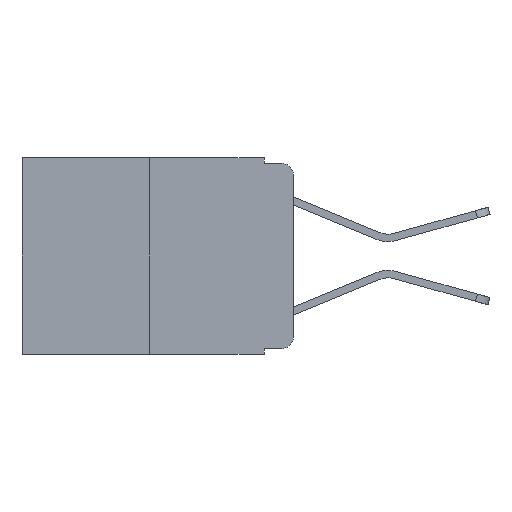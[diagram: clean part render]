
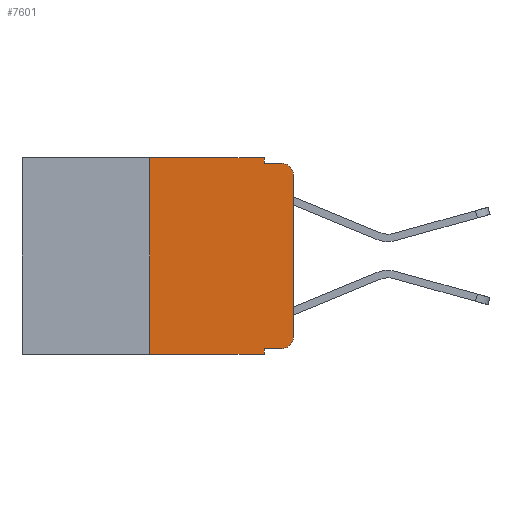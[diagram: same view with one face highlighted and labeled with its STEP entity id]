
A CAD part, left-side view. The second image highlights one B-rep face of the part: STEP entity #7601.
In plain terms, the highlighted planar face has unit normal (-1, 0, 0).
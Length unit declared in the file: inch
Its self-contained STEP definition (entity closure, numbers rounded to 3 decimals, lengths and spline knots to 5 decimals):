
#193 = ORIENTED_EDGE ( 'NONE', *, *, #12124, .F. ) ;
#848 = CARTESIAN_POINT ( 'NONE',  ( 0., 0.051, -0.333 ) ) ;
#919 = ORIENTED_EDGE ( 'NONE', *, *, #6781, .F. ) ;
#957 = CARTESIAN_POINT ( 'NONE',  ( 0., 0., -0.313 ) ) ;
#1110 = ORIENTED_EDGE ( 'NONE', *, *, #6788, .T. ) ;
#1536 = DIRECTION ( 'NONE',  ( 0., 0., -1. ) ) ;
#1985 = LINE ( 'NONE', #6841, #7820 ) ;
#2052 = DIRECTION ( 'NONE',  ( -1., 0., 0. ) ) ;
#2248 = DIRECTION ( 'NONE',  ( 0., -1., 0. ) ) ;
#2319 = ORIENTED_EDGE ( 'NONE', *, *, #6056, .T. ) ;
#2350 = VECTOR ( 'NONE', #10933, 39.37008 ) ;
#2794 = LINE ( 'NONE', #9438, #5961 ) ;
#2916 = CARTESIAN_POINT ( 'NONE',  ( 0., 0.473, -0.343 ) ) ;
#3295 = CARTESIAN_POINT ( 'NONE',  ( 0., 0.051, 0. ) ) ;
#3879 = DIRECTION ( 'NONE',  ( 0., -1., 0. ) ) ;
#4039 = VECTOR ( 'NONE', #10062, 39.37008 ) ;
#4074 = VERTEX_POINT ( 'NONE', #9364 ) ;
#4116 = DIRECTION ( 'NONE',  ( 0., -1., 0. ) ) ;
#4401 = VECTOR ( 'NONE', #2248, 39.37008 ) ;
#4554 = CARTESIAN_POINT ( 'NONE',  ( 0., 0.051, -0.01 ) ) ;
#4632 = ORIENTED_EDGE ( 'NONE', *, *, #6786, .T. ) ;
#4646 = CARTESIAN_POINT ( 'NONE',  ( 0., 0.02, -0.03 ) ) ;
#4842 = VERTEX_POINT ( 'NONE', #11995 ) ;
#5170 = LINE ( 'NONE', #3295, #13068 ) ;
#5859 = DIRECTION ( 'NONE',  ( 0., 0., -1. ) ) ;
#5904 = CIRCLE ( 'NONE', #6587, 0.02 ) ;
#5961 = VECTOR ( 'NONE', #3879, 39.37008 ) ;
#6056 = EDGE_CURVE ( 'NONE', #7623, #4074, #13653, .T. ) ;
#6100 = ORIENTED_EDGE ( 'NONE', *, *, #6740, .F. ) ;
#6149 = ORIENTED_EDGE ( 'NONE', *, *, #6742, .F. ) ;
#6163 = VERTEX_POINT ( 'NONE', #9731 ) ;
#6284 = CARTESIAN_POINT ( 'NONE',  ( 0., 0.473, 0. ) ) ;
#6587 = AXIS2_PLACEMENT_3D ( 'NONE', #8867, #2052, #9886 ) ;
#6702 = EDGE_CURVE ( 'NONE', #10956, #6774, #5904, .T. ) ;
#6725 = EDGE_CURVE ( 'NONE', #6859, #10956, #11125, .T. ) ;
#6740 = EDGE_CURVE ( 'NONE', #7623, #11268, #10814, .T. ) ;
#6742 = EDGE_CURVE ( 'NONE', #6859, #4074, #5170, .T. ) ;
#6744 = EDGE_CURVE ( 'NONE', #6163, #13717, #1985, .T. ) ;
#6748 = CARTESIAN_POINT ( 'NONE',  ( 0., 0.25, 0. ) ) ;
#6774 = VERTEX_POINT ( 'NONE', #957 ) ;
#6781 = EDGE_CURVE ( 'NONE', #13717, #4842, #10501, .T. ) ;
#6786 = EDGE_CURVE ( 'NONE', #9294, #4842, #10198, .T. ) ;
#6788 = EDGE_CURVE ( 'NONE', #6774, #9294, #9874, .T. ) ;
#6798 = CARTESIAN_POINT ( 'NONE',  ( 0., 0.25, 0. ) ) ;
#6841 = CARTESIAN_POINT ( 'NONE',  ( 0., 0.051, 0. ) ) ;
#6859 = VERTEX_POINT ( 'NONE', #13107 ) ;
#7601 = ADVANCED_FACE ( 'NONE', ( #13182 ), #12381, .F. ) ;
#7623 = VERTEX_POINT ( 'NONE', #10430 ) ;
#7820 = VECTOR ( 'NONE', #7941, 39.37008 ) ;
#7941 = DIRECTION ( 'NONE',  ( 0., 0., -1. ) ) ;
#8130 = VECTOR ( 'NONE', #9928, 39.37008 ) ;
#8411 = ORIENTED_EDGE ( 'NONE', *, *, #6702, .T. ) ;
#8450 = DIRECTION ( 'NONE',  ( 1., 0., 0. ) ) ;
#8789 = VECTOR ( 'NONE', #4116, 39.37008 ) ;
#8867 = CARTESIAN_POINT ( 'NONE',  ( 0., 0.02, -0.313 ) ) ;
#9043 = CARTESIAN_POINT ( 'NONE',  ( 0., 0.051, -0.01 ) ) ;
#9294 = VERTEX_POINT ( 'NONE', #13165 ) ;
#9364 = CARTESIAN_POINT ( 'NONE',  ( 0., 0.051, -0.343 ) ) ;
#9438 = CARTESIAN_POINT ( 'NONE',  ( 0., 0.473, 0. ) ) ;
#9731 = CARTESIAN_POINT ( 'NONE',  ( 0., 0.051, 0. ) ) ;
#9746 = AXIS2_PLACEMENT_3D ( 'NONE', #6284, #8450, #1536 ) ;
#9874 = LINE ( 'NONE', #11061, #4039 ) ;
#9886 = DIRECTION ( 'NONE',  ( 0., 0., -1. ) ) ;
#9928 = DIRECTION ( 'NONE',  ( 0., -1., 0. ) ) ;
#10062 = DIRECTION ( 'NONE',  ( 0., 0., 1. ) ) ;
#10198 = CIRCLE ( 'NONE', #12684, 0.02 ) ;
#10430 = CARTESIAN_POINT ( 'NONE',  ( 0., 0.25, -0.343 ) ) ;
#10501 = LINE ( 'NONE', #9043, #4401 ) ;
#10814 = LINE ( 'NONE', #6798, #2350 ) ;
#10921 = ORIENTED_EDGE ( 'NONE', *, *, #6725, .T. ) ;
#10933 = DIRECTION ( 'NONE',  ( 0., 0., 1. ) ) ;
#10956 = VERTEX_POINT ( 'NONE', #11288 ) ;
#11061 = CARTESIAN_POINT ( 'NONE',  ( 0., 0., 0. ) ) ;
#11125 = LINE ( 'NONE', #848, #8130 ) ;
#11268 = VERTEX_POINT ( 'NONE', #6748 ) ;
#11288 = CARTESIAN_POINT ( 'NONE',  ( 0., 0.02, -0.333 ) ) ;
#11413 = ORIENTED_EDGE ( 'NONE', *, *, #6744, .F. ) ;
#11894 = DIRECTION ( 'NONE',  ( 0., 0., -1. ) ) ;
#11995 = CARTESIAN_POINT ( 'NONE',  ( 0., 0.02, -0.01 ) ) ;
#12020 = DIRECTION ( 'NONE',  ( -1., 0., 0. ) ) ;
#12124 = EDGE_CURVE ( 'NONE', #11268, #6163, #2794, .T. ) ;
#12381 = PLANE ( 'NONE',  #9746 ) ;
#12684 = AXIS2_PLACEMENT_3D ( 'NONE', #4646, #12020, #5859 ) ;
#13068 = VECTOR ( 'NONE', #11894, 39.37008 ) ;
#13107 = CARTESIAN_POINT ( 'NONE',  ( 0., 0.051, -0.333 ) ) ;
#13165 = CARTESIAN_POINT ( 'NONE',  ( 0., 0., -0.03 ) ) ;
#13182 = FACE_OUTER_BOUND ( 'NONE', #13977, .T. ) ;
#13653 = LINE ( 'NONE', #2916, #8789 ) ;
#13717 = VERTEX_POINT ( 'NONE', #4554 ) ;
#13977 = EDGE_LOOP ( 'NONE', ( #1110, #4632, #919, #11413, #193, #6100, #2319, #6149, #10921, #8411 ) ) ;
